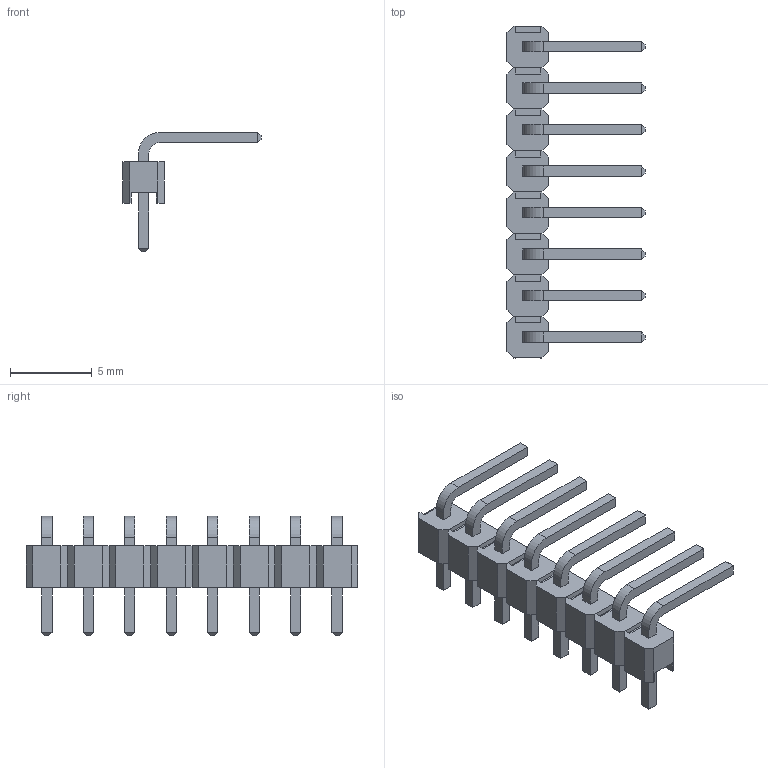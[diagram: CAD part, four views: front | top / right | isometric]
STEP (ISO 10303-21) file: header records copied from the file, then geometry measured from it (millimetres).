
FILE_DESCRIPTION(('FreeCAD Model'),'2;1');
FILE_NAME('8Pin.step','2021-01-26T11:52:20',( 'Author'),(''),'Open CASCADE STEP processor 7.3','FreeCAD','Unknown' );
FILE_SCHEMA(('AUTOMOTIVE_DESIGN { 1 0 10303 214 1 1 1 1 }'));
Length unit declared in the file: millimetre
Products named in the file (8): Fusion; Fusion001; Fusion002; Fusion003; Fusion004; Fusion005; Fusion006; Fusion007
Bounding box: 8.45 x 20.32 x 7.3 mm (x, y, z)
Volume: 141.2 mm3; surface area: 534.5 mm2
Topology: 8 solids, 8 shells, 320 faces, 800 edges, 512 vertices
Faces by surface type: plane 304, cylinder 16
Entity records: 21840 total; most frequent: CARTESIAN_POINT 3393, DIRECTION 2914, LINE 2176, VECTOR 2176, ORIENTED_EDGE 1600, PCURVE 1600, DEFINITIONAL_REPRESENTATION 1600, EDGE_CURVE 800
